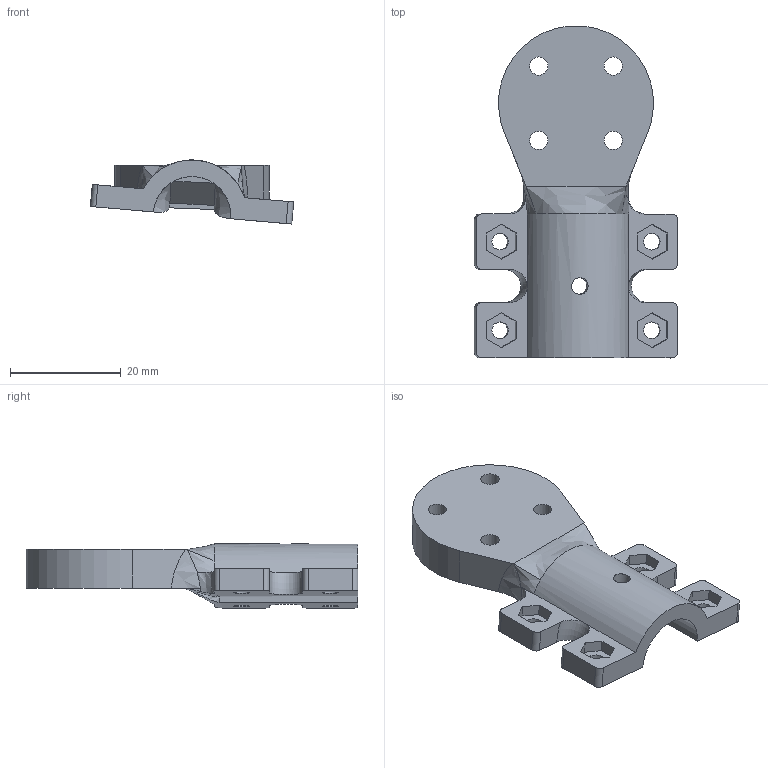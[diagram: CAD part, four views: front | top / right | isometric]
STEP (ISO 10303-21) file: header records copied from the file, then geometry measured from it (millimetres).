
FILE_DESCRIPTION(/* description */ (''),/* implementation_level */ '2;1');
FILE_NAME(/* name */ 'RA-03b_MotorBracketUpperCCW5.step',/* time_stamp */ '2026-02-13T12:46:19+01:00',/* author */ (''),/* organization */ (''),/* preprocessor_version */ 'ST-DEVELOPER v20.1',/* originating_system */ 'Autodesk Translation Framework v14.24.0.0',/* authorisation */ '');
FILE_SCHEMA (('AUTOMOTIVE_DESIGN { 1 0 10303 214 3 1 1 }'));
Length unit declared in the file: millimetre
Products named in the file (1): RA-03b_MotorBracketUpperCCW5
Bounding box: 36.71 x 59.95 x 11.58 mm (x, y, z)
Volume: 8270.8 mm3; surface area: 5136.4 mm2
Topology: 1 solids, 1 shells, 93 faces, 269 edges, 182 vertices
Faces by surface type: plane 56, cylinder 20, bspline 15, torus 2
Full cylindrical faces by diameter (mm): 3 x5, 3.3 x4
Entity records: 3832 total; most frequent: CARTESIAN_POINT 1424, ORIENTED_EDGE 538, DIRECTION 410, EDGE_CURVE 269, VERTEX_POINT 182, LINE 150, VECTOR 150, AXIS2_PLACEMENT_3D 130
